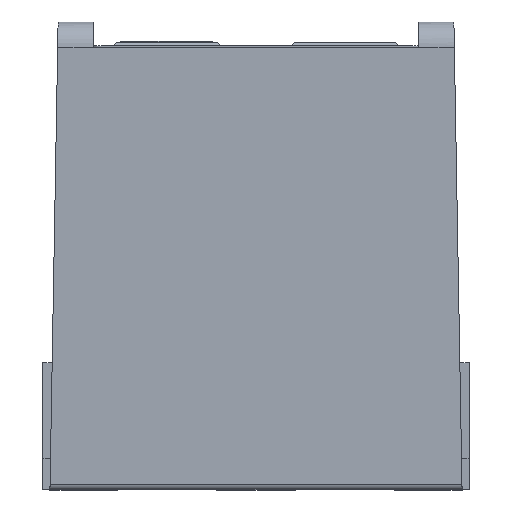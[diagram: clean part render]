
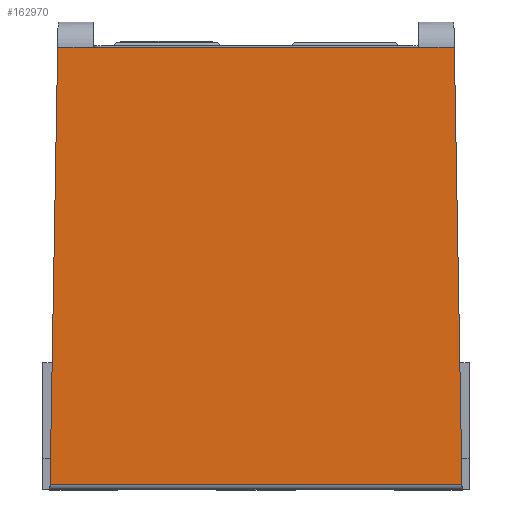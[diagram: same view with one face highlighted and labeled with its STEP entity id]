
A CAD part, top view. The second image highlights one B-rep face of the part: STEP entity #162970.
In plain terms, the highlighted face is planar.
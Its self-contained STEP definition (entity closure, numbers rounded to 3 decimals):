
#20140=CARTESIAN_POINT('',(-70.901,4.083,
10.639));
#20150=VERTEX_POINT('',#20140);
#20180=CARTESIAN_POINT('',(-66.93,4.083,
10.708));
#20190=DIRECTION('',(-1.,0.,
-0.017));
#20200=VECTOR('',#20190,1.);
#20210=LINE('',#20180,#20200);
#20220=CARTESIAN_POINT('',(-62.301,4.083,
10.789));
#20230=VERTEX_POINT('',#20220);
#20240=EDGE_CURVE('',#20230,#20150,#20210,.T.);
#28540=CARTESIAN_POINT('',(-70.901,4.083,
9.935));
#28550=VERTEX_POINT('',#28540);
#35910=CARTESIAN_POINT('',(-70.901,4.083,
-11.399));
#35920=DIRECTION('',(0.,0.,1.));
#35930=VECTOR('',#35920,1.);
#35940=LINE('',#35910,#35930);
#35950=EDGE_CURVE('',#28550,#20150,#35940,.T.);
#36270=CARTESIAN_POINT('',(-70.901,4.083,
3.535));
#36280=VERTEX_POINT('',#36270);
#36310=CARTESIAN_POINT('',(-70.901,4.083,4.675));
#36320=DIRECTION('',(0.,0.,-1.));
#36330=VECTOR('',#36320,1.);
#36340=LINE('',#36310,#36330);
#36350=EDGE_CURVE('',#28550,#36280,#36340,.T.);
#39710=CARTESIAN_POINT('',(-62.301,4.083,
2.681));
#39720=VERTEX_POINT('',#39710);
#39750=CARTESIAN_POINT('',(-66.93,4.083,
2.762));
#39760=DIRECTION('',(1.,0.,
-0.017));
#39770=VECTOR('',#39760,1.);
#39780=LINE('',#39750,#39770);
#39790=CARTESIAN_POINT('',(-70.901,4.083,
2.831));
#39800=VERTEX_POINT('',#39790);
#39810=EDGE_CURVE('',#39800,#39720,#39780,.T.);
#160080=CARTESIAN_POINT('',(-62.301,4.083,
-0.279));
#160090=DIRECTION('',(0.,0.,1.));
#160100=VECTOR('',#160090,1.);
#160110=LINE('',#160080,#160100);
#160120=EDGE_CURVE('',#39720,#20230,#160110,.T.);
#162790=CARTESIAN_POINT('',(-62.301,4.083,
-0.589));
#162800=DIRECTION('',(0.,-1.,0.));
#162810=DIRECTION('',(-1.,0.,0.));
#162820=AXIS2_PLACEMENT_3D('',#162790,#162800,#162810);
#162830=PLANE('',#162820);
#162840=CARTESIAN_POINT('',(-70.901,4.083,
0.341));
#162850=DIRECTION('',(0.,0.,1.));
#162860=VECTOR('',#162850,1.);
#162870=LINE('',#162840,#162860);
#162880=EDGE_CURVE('',#39800,#36280,#162870,.T.);
#162890=ORIENTED_EDGE('',*,*,#162880,.T.);
#162900=ORIENTED_EDGE('',*,*,#39810,.F.);
#162910=ORIENTED_EDGE('',*,*,#160120,.F.);
#162920=ORIENTED_EDGE('',*,*,#20240,.F.);
#162930=ORIENTED_EDGE('',*,*,#35950,.T.);
#162940=ORIENTED_EDGE('',*,*,#36350,.F.);
#162950=EDGE_LOOP('',(#162940,#162930,#162920,#162910,#162900,#162890));
#162960=FACE_OUTER_BOUND('',#162950,.T.);
#162970=ADVANCED_FACE('',(#162960),#162830,.F.);
